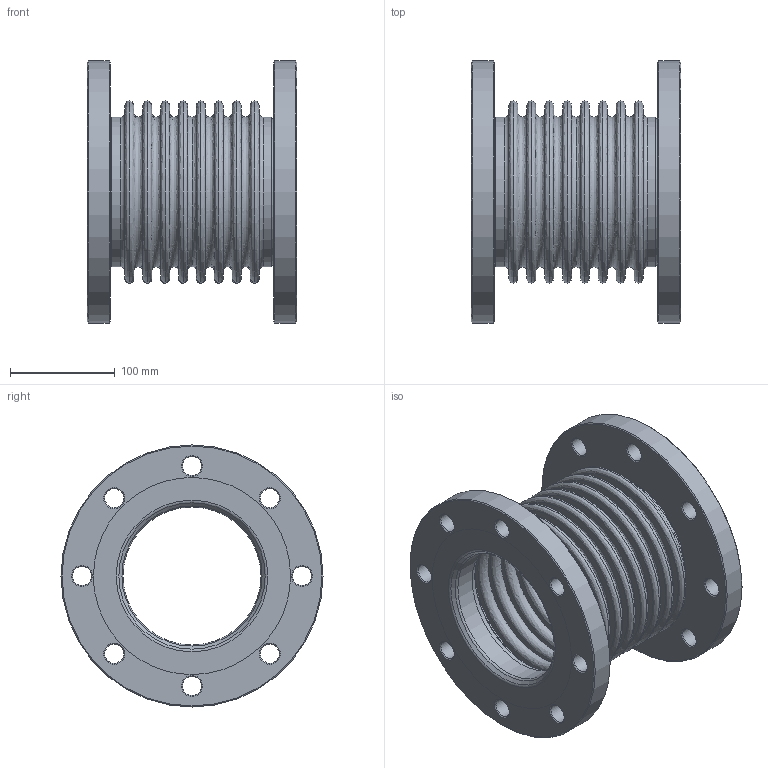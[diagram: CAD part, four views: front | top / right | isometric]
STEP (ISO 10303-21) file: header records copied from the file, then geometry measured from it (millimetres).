
FILE_DESCRIPTION(('HOOPS Exchange Step'),'2;1');
FILE_NAME('KP0501_DN125.stp','2025-11-03T14:18:44+01:00',('nieru'),('Unknown organisation'),'HOOPS Exchange 2024.2','HOOPS Exchange','Unknown authorisation');
FILE_SCHEMA( ('AP203_CONFIGURATION_CONTROLLED_3D_DESIGN_OF_MECHANICAL_PARTS_AND_ASSEMBLIES_MIM_LF') );
Length unit declared in the file: millimetre
Products named in the file (2): 0; root
Assembly tree (1 placements, depth 2):
  root
    0
Bounding box: 200 x 250 x 250 mm (x, y, z)
Surface area: 534219.5 mm2 (no closed solid volume)
Topology: 0 solids, 2 shells, 163 faces, 448 edges, 311 vertices
Faces by surface type: bspline 64, cone 38, cylinder 28, plane 26, torus 7
Full cylindrical faces by diameter (mm): 18 x16, 131.7 x2, 136.617 x2, 139.7 x2, 142.617 x2, 151.115 x2, 250 x2
Entity records: 10511 total; most frequent: CARTESIAN_POINT 6275, DIRECTION 910, ORIENTED_EDGE 882, EDGE_CURVE 441, AXIS2_PLACEMENT_3D 414, CIRCLE 312, VERTEX_POINT 308, EDGE_LOOP 229
